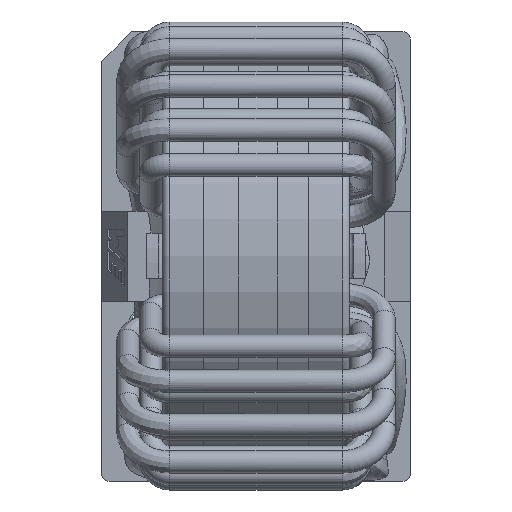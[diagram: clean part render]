
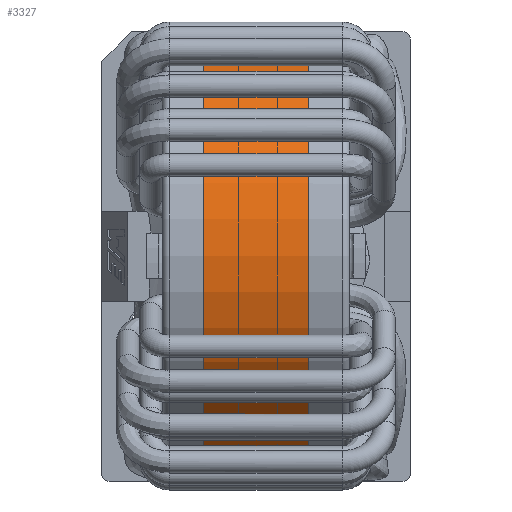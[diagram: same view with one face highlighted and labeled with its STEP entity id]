
A CAD part, top view. The second image highlights one B-rep face of the part: STEP entity #3327.
In plain terms, the highlighted cylindrical face has radius 14.155 mm (diameter 28.31 mm), a full revolution.
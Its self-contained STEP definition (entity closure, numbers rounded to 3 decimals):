
#3327=ADVANCED_FACE('',(#7455,#7456),#7457,.T.);
#3333=EDGE_CURVE('',#7467,#7467,#7468,.T.);
#3337=EDGE_CURVE('',#7473,#7473,#7474,.T.);
#7455=FACE_OUTER_BOUND('',#19650,.T.);
#7456=FACE_OUTER_BOUND('',#19651,.T.);
#7457=CYLINDRICAL_SURFACE('',#19652,14.155);
#7467=VERTEX_POINT('',#19663);
#7468=CIRCLE('',#19664,14.155);
#7473=VERTEX_POINT('',#19671);
#7474=CIRCLE('',#19672,14.155);
#19650=EDGE_LOOP('',(#40410));
#19651=EDGE_LOOP('',(#40411));
#19652=AXIS2_PLACEMENT_3D('',#40412,#40413,#40414);
#19663=CARTESIAN_POINT('',(4.,-26.655,17.5));
#19664=AXIS2_PLACEMENT_3D('',#40427,#40428,#40429);
#19671=CARTESIAN_POINT('',(11.,-26.655,17.5));
#19672=AXIS2_PLACEMENT_3D('',#40433,#40434,#40435);
#40410=ORIENTED_EDGE('',*,*,#3337,.F.);
#40411=ORIENTED_EDGE('',*,*,#3333,.T.);
#40412=CARTESIAN_POINT('',(4.,-12.5,17.5));
#40413=DIRECTION('',(1.0,0.,0.0));
#40414=DIRECTION('',(0.0,0.0,1.0));
#40427=CARTESIAN_POINT('',(4.,-12.5,17.5));
#40428=DIRECTION('',(1.0,0.,0.0));
#40429=DIRECTION('',(0.,-1.0,0.0));
#40433=CARTESIAN_POINT('',(11.,-12.5,17.5));
#40434=DIRECTION('',(1.0,0.,0.0));
#40435=DIRECTION('',(0.,-1.0,0.0));
